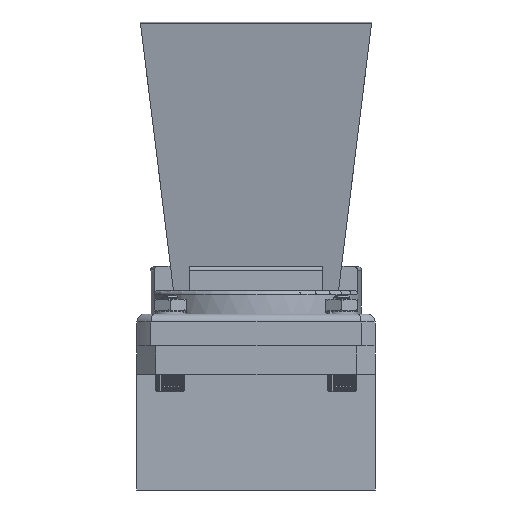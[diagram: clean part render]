
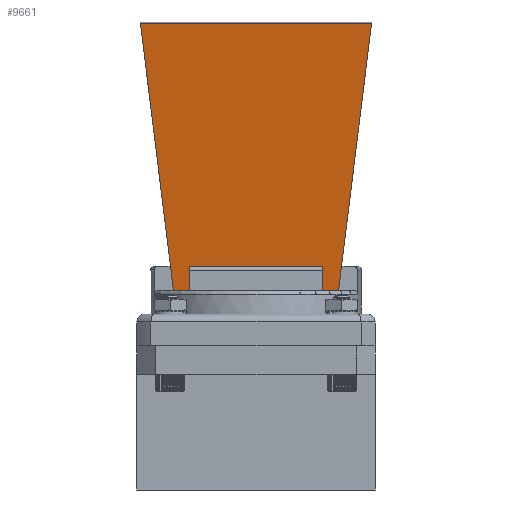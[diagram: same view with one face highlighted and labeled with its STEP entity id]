
A CAD part, front view. The second image highlights one B-rep face of the part: STEP entity #9661.
In plain terms, the highlighted face is planar.
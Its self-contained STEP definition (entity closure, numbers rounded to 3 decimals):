
#249 = CARTESIAN_POINT ( 'NONE',  ( -17.356, 17.953, 9.022 ) ) ;
#745 = EDGE_CURVE ( 'NONE', #2493, #20845, #2456, .T. ) ;
#1255 = VERTEX_POINT ( 'NONE', #5494 ) ;
#1290 = CARTESIAN_POINT ( 'NONE',  ( -74.715, 11.049, 7.907 ) ) ;
#1591 = CARTESIAN_POINT ( 'NONE',  ( -13.378, 11.049, 7.907 ) ) ;
#1685 = EDGE_CURVE ( 'NONE', #5087, #2493, #20272, .T. ) ;
#1826 = CARTESIAN_POINT ( 'NONE',  ( 13.378, 15.875, 8.686 ) ) ;
#1829 = EDGE_CURVE ( 'NONE', #20374, #1255, #7789, .T. ) ;
#2087 = ORIENTED_EDGE ( 'NONE', *, *, #8755, .F. ) ;
#2139 = ORIENTED_EDGE ( 'NONE', *, *, #12776, .T. ) ;
#2427 = VECTOR ( 'NONE', #19953, 1000. ) ;
#2456 = LINE ( 'NONE', #18388, #8412 ) ;
#2493 = VERTEX_POINT ( 'NONE', #6892 ) ;
#2945 = PLANE ( 'NONE',  #18939 ) ;
#3733 = CARTESIAN_POINT ( 'NONE',  ( -13.378, 15.875, 8.686 ) ) ;
#3931 = VECTOR ( 'NONE', #10326, 1000. ) ;
#4116 = CARTESIAN_POINT ( 'NONE',  ( 23.108, 64.524, 16.541 ) ) ;
#4257 = LINE ( 'NONE', #1826, #7824 ) ;
#5087 = VERTEX_POINT ( 'NONE', #6326 ) ;
#5440 = FACE_OUTER_BOUND ( 'NONE', #8677, .T. ) ;
#5494 = CARTESIAN_POINT ( 'NONE',  ( 16.504, 11.049, 7.907 ) ) ;
#5602 = CARTESIAN_POINT ( 'NONE',  ( 13.378, 11.049, 7.907 ) ) ;
#6326 = CARTESIAN_POINT ( 'NONE',  ( -23.108, 64.524, 16.541 ) ) ;
#6434 = CARTESIAN_POINT ( 'NONE',  ( -74.715, 11.049, 7.907 ) ) ;
#6584 = ORIENTED_EDGE ( 'NONE', *, *, #745, .T. ) ;
#6892 = CARTESIAN_POINT ( 'NONE',  ( -16.504, 11.049, 7.907 ) ) ;
#6909 = VECTOR ( 'NONE', #21366, 1000. ) ;
#7328 = DIRECTION ( 'NONE',  ( -1., 0., 0. ) ) ;
#7729 = VECTOR ( 'NONE', #24220, 1000. ) ;
#7789 = LINE ( 'NONE', #23594, #2427 ) ;
#7824 = VECTOR ( 'NONE', #7328, 1000. ) ;
#7963 = VERTEX_POINT ( 'NONE', #20394 ) ;
#8251 = EDGE_CURVE ( 'NONE', #5087, #20374, #19112, .T. ) ;
#8412 = VECTOR ( 'NONE', #24119, 1000. ) ;
#8677 = EDGE_LOOP ( 'NONE', ( #2087, #24529, #11672, #12851, #17908, #17287, #6584, #2139 ) ) ;
#8755 = EDGE_CURVE ( 'NONE', #7963, #15847, #4257, .T. ) ;
#8784 = DIRECTION ( 'NONE',  ( 0., -0.987, -0.159 ) ) ;
#9661 = ADVANCED_FACE ( 'NONE', ( #5440 ), #2945, .T. ) ;
#10326 = DIRECTION ( 'NONE',  ( 0., 0.987, 0.159 ) ) ;
#10494 = CARTESIAN_POINT ( 'NONE',  ( 13.378, 11.049, 7.907 ) ) ;
#10751 = VERTEX_POINT ( 'NONE', #5602 ) ;
#11672 = ORIENTED_EDGE ( 'NONE', *, *, #23755, .T. ) ;
#12191 = LINE ( 'NONE', #18492, #7729 ) ;
#12776 = EDGE_CURVE ( 'NONE', #20845, #15847, #12191, .T. ) ;
#12851 = ORIENTED_EDGE ( 'NONE', *, *, #1829, .F. ) ;
#13310 = CARTESIAN_POINT ( 'NONE',  ( -74.715, 64.524, 16.541 ) ) ;
#14068 = VECTOR ( 'NONE', #17520, 1000. ) ;
#14539 = LINE ( 'NONE', #6434, #24334 ) ;
#15847 = VERTEX_POINT ( 'NONE', #3733 ) ;
#16308 = DIRECTION ( 'NONE',  ( 0., -0.159, 0.987 ) ) ;
#17283 = LINE ( 'NONE', #10494, #3931 ) ;
#17287 = ORIENTED_EDGE ( 'NONE', *, *, #1685, .T. ) ;
#17520 = DIRECTION ( 'NONE',  ( 1., 0., 0. ) ) ;
#17908 = ORIENTED_EDGE ( 'NONE', *, *, #8251, .F. ) ;
#18388 = CARTESIAN_POINT ( 'NONE',  ( -74.715, 11.049, 7.907 ) ) ;
#18492 = CARTESIAN_POINT ( 'NONE',  ( -13.378, 11.049, 7.907 ) ) ;
#18939 = AXIS2_PLACEMENT_3D ( 'NONE', #1290, #16308, #8784 ) ;
#19112 = LINE ( 'NONE', #13310, #14068 ) ;
#19384 = EDGE_CURVE ( 'NONE', #10751, #7963, #17283, .T. ) ;
#19953 = DIRECTION ( 'NONE',  ( -0.121, -0.98, -0.158 ) ) ;
#20272 = LINE ( 'NONE', #249, #6909 ) ;
#20374 = VERTEX_POINT ( 'NONE', #4116 ) ;
#20394 = CARTESIAN_POINT ( 'NONE',  ( 13.378, 15.875, 8.686 ) ) ;
#20845 = VERTEX_POINT ( 'NONE', #1591 ) ;
#21366 = DIRECTION ( 'NONE',  ( 0.121, -0.98, -0.158 ) ) ;
#21667 = DIRECTION ( 'NONE',  ( 1., 0., 0. ) ) ;
#23594 = CARTESIAN_POINT ( 'NONE',  ( 17.356, 17.953, 9.022 ) ) ;
#23755 = EDGE_CURVE ( 'NONE', #10751, #1255, #14539, .T. ) ;
#24119 = DIRECTION ( 'NONE',  ( 1., 0., 0. ) ) ;
#24220 = DIRECTION ( 'NONE',  ( 0., 0.987, 0.159 ) ) ;
#24334 = VECTOR ( 'NONE', #21667, 1000. ) ;
#24529 = ORIENTED_EDGE ( 'NONE', *, *, #19384, .F. ) ;
